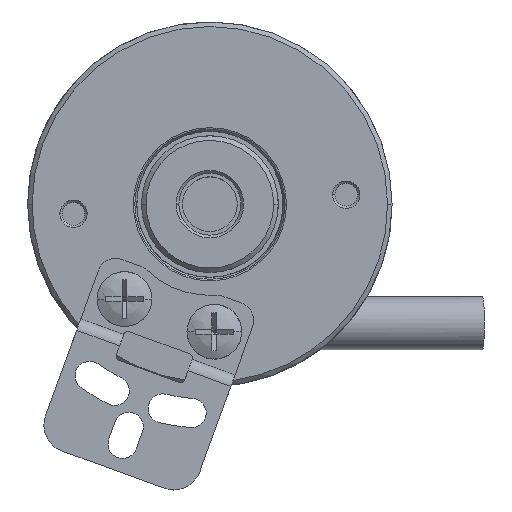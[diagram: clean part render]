
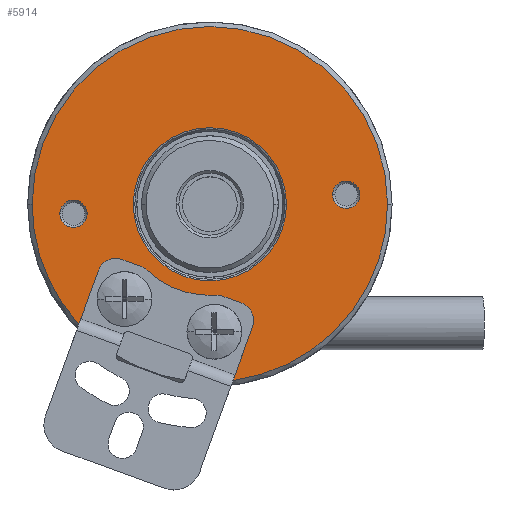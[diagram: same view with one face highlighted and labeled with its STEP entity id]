
A CAD part, top view. The second image highlights one B-rep face of the part: STEP entity #5914.
In plain terms, the highlighted planar face has unit normal (0, 0, 1).
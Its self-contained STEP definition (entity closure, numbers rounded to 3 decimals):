
#735=DIRECTION('',(0.342,0.94,0.));
#736=VECTOR('',#735,6.299);
#737=CARTESIAN_POINT('',(2.541,-19.334,4.));
#738=LINE('',#737,#736);
#739=CARTESIAN_POINT('',(2.816,-12.731,4.));
#740=DIRECTION('',(0.,0.,1.));
#741=DIRECTION('',(0.94,-0.342,0.));
#742=AXIS2_PLACEMENT_3D('',#739,#740,#741);
#744=DIRECTION('',(0.94,-0.342,0.));
#745=VECTOR('',#744,2.204);
#746=CARTESIAN_POINT('',(1.428,-10.098,4.));
#747=LINE('',#746,#745);
#748=CARTESIAN_POINT('',(0.744,-11.977,4.));
#749=DIRECTION('',(0.,0.,1.));
#750=DIRECTION('',(0.342,0.94,0.));
#751=AXIS2_PLACEMENT_3D('',#748,#749,#750);
#753=CARTESIAN_POINT('',(0.,0.,4.));
#754=DIRECTION('',(0.,0.,1.));
#755=DIRECTION('',(-0.689,-0.725,0.));
#756=AXIS2_PLACEMENT_3D('',#753,#754,#755);
#758=CARTESIAN_POINT('',(-8.269,-8.696,4.));
#759=DIRECTION('',(0.,0.,1.));
#760=DIRECTION('',(0.689,0.725,0.));
#761=AXIS2_PLACEMENT_3D('',#758,#759,#760);
#763=DIRECTION('',(0.94,-0.342,0.));
#764=VECTOR('',#763,2.204);
#765=CARTESIAN_POINT('',(-9.656,-6.063,4.));
#766=LINE('',#765,#764);
#767=CARTESIAN_POINT('',(-10.34,-7.942,4.));
#768=DIRECTION('',(0.,0.,1.));
#769=DIRECTION('',(0.342,0.94,0.));
#770=AXIS2_PLACEMENT_3D('',#767,#768,#769);
#772=DIRECTION('',(0.342,0.94,0.));
#773=VECTOR('',#772,6.299);
#774=CARTESIAN_POINT('',(-14.374,-13.177,4.));
#775=LINE('',#774,#773);
#776=CARTESIAN_POINT('',(0.,0.,4.));
#777=DIRECTION('',(0.,0.,-1.));
#778=DIRECTION('',(-0.737,-0.676,0.));
#779=AXIS2_PLACEMENT_3D('',#776,#777,#778);
#781=CARTESIAN_POINT('',(0.,0.,4.));
#782=DIRECTION('',(0.,0.,-1.));
#783=DIRECTION('',(1.,0.,0.));
#784=AXIS2_PLACEMENT_3D('',#781,#782,#783);
#786=CARTESIAN_POINT('',(14.963,1.046,4.));
#787=DIRECTION('',(0.,0.,1.));
#788=DIRECTION('',(-1.,0.,0.));
#789=AXIS2_PLACEMENT_3D('',#786,#787,#788);
#791=CARTESIAN_POINT('',(14.963,1.046,4.));
#792=DIRECTION('',(0.,0.,1.));
#793=DIRECTION('',(1.,0.,0.));
#794=AXIS2_PLACEMENT_3D('',#791,#792,#793);
#796=CARTESIAN_POINT('',(-14.963,-1.046,4.));
#797=DIRECTION('',(0.,0.,1.));
#798=DIRECTION('',(-1.,0.,0.));
#799=AXIS2_PLACEMENT_3D('',#796,#797,#798);
#801=CARTESIAN_POINT('',(-14.963,-1.046,4.));
#802=DIRECTION('',(0.,0.,1.));
#803=DIRECTION('',(1.,0.,0.));
#804=AXIS2_PLACEMENT_3D('',#801,#802,#803);
#806=CARTESIAN_POINT('',(0.,0.,4.));
#807=DIRECTION('',(0.,0.,1.));
#808=DIRECTION('',(1.,0.,0.));
#809=AXIS2_PLACEMENT_3D('',#806,#807,#808);
#811=CARTESIAN_POINT('',(0.,0.,4.));
#812=DIRECTION('',(0.,0.,1.));
#813=DIRECTION('',(-1.,0.,0.));
#814=AXIS2_PLACEMENT_3D('',#811,#812,#813);
#972=CARTESIAN_POINT('',(0.,0.,4.));
#973=DIRECTION('',(0.,0.,1.));
#974=DIRECTION('',(1.,0.,0.));
#975=AXIS2_PLACEMENT_3D('',#972,#973,#974);
#4115=CARTESIAN_POINT('',(-8.404,0.,4.));
#4116=VERTEX_POINT('',#4115);
#4117=CARTESIAN_POINT('',(8.404,0.,4.));
#4118=VERTEX_POINT('',#4117);
#4121=CARTESIAN_POINT('',(13.463,1.046,4.));
#4122=CARTESIAN_POINT('',(16.463,1.046,4.));
#4123=VERTEX_POINT('',#4121);
#4124=VERTEX_POINT('',#4122);
#4125=CARTESIAN_POINT('',(-16.463,-1.046,4.));
#4126=CARTESIAN_POINT('',(-13.463,-1.046,4.));
#4127=VERTEX_POINT('',#4125);
#4128=VERTEX_POINT('',#4126);
#4129=CARTESIAN_POINT('',(19.5,0.,
4.));
#4131=VERTEX_POINT('',#4129);
#4133=CARTESIAN_POINT('',(-19.5,0.,
4.));
#4135=VERTEX_POINT('',#4133);
#4614=CARTESIAN_POINT('',(2.541,-19.334,4.));
#4615=CARTESIAN_POINT('',(4.695,-13.415,4.));
#4616=VERTEX_POINT('',#4614);
#4617=VERTEX_POINT('',#4615);
#4630=CARTESIAN_POINT('',(-14.374,-13.177,4.));
#4631=CARTESIAN_POINT('',(-12.219,-7.258,4.));
#4632=VERTEX_POINT('',#4630);
#4633=VERTEX_POINT('',#4631);
#4634=CARTESIAN_POINT('',(-9.656,-6.063,4.));
#4635=VERTEX_POINT('',#4634);
#4636=CARTESIAN_POINT('',(-7.585,-6.817,4.));
#4637=VERTEX_POINT('',#4636);
#4638=CARTESIAN_POINT('',(1.428,-10.098,4.));
#4639=CARTESIAN_POINT('',(3.5,-10.851,4.));
#4640=VERTEX_POINT('',#4638);
#4641=VERTEX_POINT('',#4639);
#4642=CARTESIAN_POINT('',(-6.891,-7.247,4.));
#4643=VERTEX_POINT('',#4642);
#4644=CARTESIAN_POINT('',(0.62,-9.981,4.));
#4645=VERTEX_POINT('',#4644);
#5866=CARTESIAN_POINT('',(0.,0.,4.));
#5867=DIRECTION('',(0.,0.,1.));
#5868=DIRECTION('',(-1.,0.,0.));
#5869=AXIS2_PLACEMENT_3D('',#5866,#5867,#5868);
#5870=PLANE('',#5869);
#5871=ORIENTED_EDGE('',*,*,#5841,.T.);
#5873=ORIENTED_EDGE('',*,*,#5872,.T.);
#5875=ORIENTED_EDGE('',*,*,#5874,.F.);
#5877=ORIENTED_EDGE('',*,*,#5876,.T.);
#5879=ORIENTED_EDGE('',*,*,#5878,.F.);
#5881=ORIENTED_EDGE('',*,*,#5880,.T.);
#5883=ORIENTED_EDGE('',*,*,#5882,.F.);
#5885=ORIENTED_EDGE('',*,*,#5884,.T.);
#5887=ORIENTED_EDGE('',*,*,#5886,.F.);
#5889=ORIENTED_EDGE('',*,*,#5888,.T.);
#5891=ORIENTED_EDGE('',*,*,#5890,.F.);
#5893=ORIENTED_EDGE('',*,*,#5892,.T.);
#5894=EDGE_LOOP('',(#5871,#5873,#5875,#5877,#5879,#5881,#5883,#5885,#5887,#5889,
#5891,#5893));
#5895=FACE_OUTER_BOUND('',#5894,.F.);
#5897=ORIENTED_EDGE('',*,*,#5896,.T.);
#5899=ORIENTED_EDGE('',*,*,#5898,.T.);
#5900=EDGE_LOOP('',(#5897,#5899));
#5901=FACE_BOUND('',#5900,.F.);
#5903=ORIENTED_EDGE('',*,*,#5902,.T.);
#5905=ORIENTED_EDGE('',*,*,#5904,.T.);
#5906=EDGE_LOOP('',(#5903,#5905));
#5907=FACE_BOUND('',#5906,.F.);
#5909=ORIENTED_EDGE('',*,*,#5908,.T.);
#5911=ORIENTED_EDGE('',*,*,#5910,.T.);
#5912=EDGE_LOOP('',(#5909,#5911));
#5913=FACE_BOUND('',#5912,.F.);
#5914=ADVANCED_FACE('',(#5895,#5901,#5907,#5913),#5870,.T.);
#743=CIRCLE('',#742,2.);
#752=CIRCLE('',#751,2.);
#757=CIRCLE('',#756,10.);
#762=CIRCLE('',#761,2.);
#771=CIRCLE('',#770,2.);
#780=CIRCLE('',#779,19.5);
#785=CIRCLE('',#784,19.5);
#790=CIRCLE('',#789,1.5);
#795=CIRCLE('',#794,1.5);
#800=CIRCLE('',#799,1.5);
#805=CIRCLE('',#804,1.5);
#810=CIRCLE('',#809,8.404);
#815=CIRCLE('',#814,8.404);
#976=CIRCLE('',#975,19.5);
#5841=EDGE_CURVE('',#4616,#4617,#738,.T.);
#5872=EDGE_CURVE('',#4617,#4641,#743,.T.);
#5874=EDGE_CURVE('',#4640,#4641,#747,.T.);
#5876=EDGE_CURVE('',#4640,#4645,#752,.T.);
#5878=EDGE_CURVE('',#4643,#4645,#757,.T.);
#5880=EDGE_CURVE('',#4643,#4637,#762,.T.);
#5882=EDGE_CURVE('',#4635,#4637,#766,.T.);
#5884=EDGE_CURVE('',#4635,#4633,#771,.T.);
#5886=EDGE_CURVE('',#4632,#4633,#775,.T.);
#5888=EDGE_CURVE('',#4632,#4135,#780,.T.);
#5890=EDGE_CURVE('',#4131,#4135,#976,.T.);
#5892=EDGE_CURVE('',#4131,#4616,#785,.T.);
#5896=EDGE_CURVE('',#4123,#4124,#790,.T.);
#5898=EDGE_CURVE('',#4124,#4123,#795,.T.);
#5902=EDGE_CURVE('',#4127,#4128,#800,.T.);
#5904=EDGE_CURVE('',#4128,#4127,#805,.T.);
#5908=EDGE_CURVE('',#4118,#4116,#810,.T.);
#5910=EDGE_CURVE('',#4116,#4118,#815,.T.);
